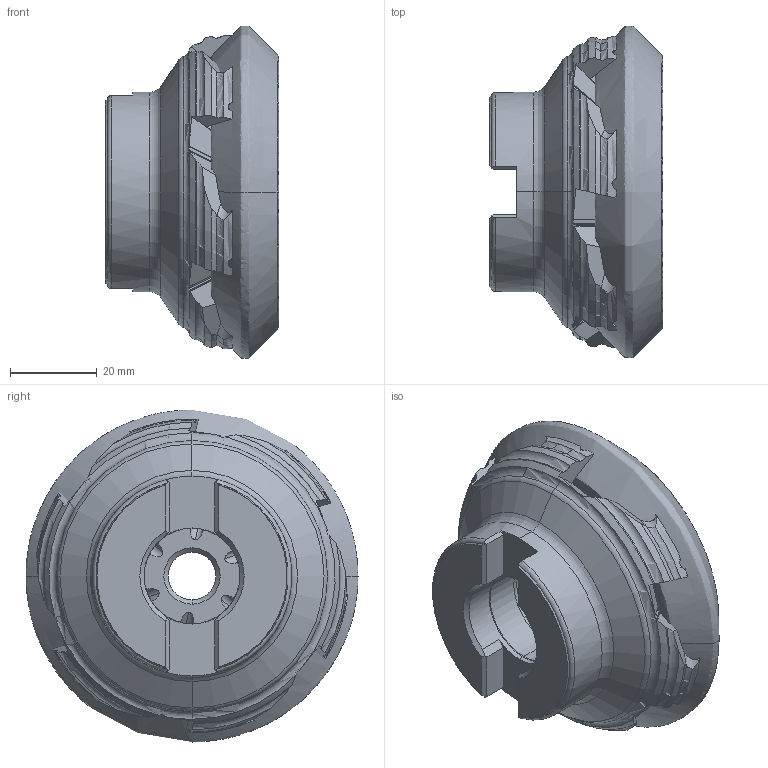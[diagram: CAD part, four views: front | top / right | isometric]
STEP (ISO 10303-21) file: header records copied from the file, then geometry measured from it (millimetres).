
FILE_DESCRIPTION (( 'STEP AP214' ), '1' );
FILE_NAME ('45PP-063-113-6.STEP', '2013-02-20T14:35:06', ( '' ), ( '' ), 'SwSTEP 2.0', 'SolidWorks 2013', '' );
FILE_SCHEMA (( 'AUTOMOTIVE_DESIGN' ));
Length unit declared in the file: millimetre
Products named in the file (1): 45PP-063-113-6
Bounding box: 40 x 76.51 x 76.51 mm (x, y, z)
Volume: 89041.1 mm3; surface area: 18330.2 mm2
Topology: 1 solids, 1 shells, 259 faces, 760 edges, 498 vertices
Faces by surface type: plane 125, cylinder 53, torus 35, cone 30, bspline 16
Entity records: 11880 total; most frequent: CARTESIAN_POINT 5508, ORIENTED_EDGE 1520, DIRECTION 1015, EDGE_CURVE 760, VERTEX_POINT 498, AXIS2_PLACEMENT_3D 401, B_SPLINE_CURVE_WITH_KNOTS 343, EDGE_LOOP 268
